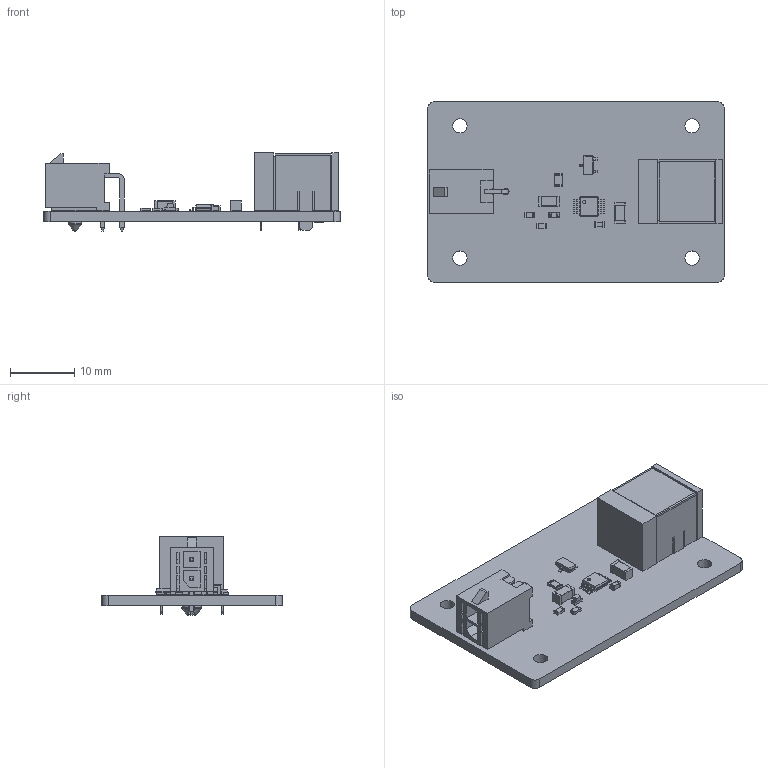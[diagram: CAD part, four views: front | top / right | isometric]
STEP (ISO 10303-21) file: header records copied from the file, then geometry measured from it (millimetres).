
FILE_DESCRIPTION(('KiCad electronic assembly'),'2;1');
FILE_NAME('Charger.step','2022-05-13T14:06:18',('An Author'),( 'A Company'),'Open CASCADE STEP processor 6.9', 'KiCad to STEP converter','Unknown');
FILE_SCHEMA(('AUTOMOTIVE_DESIGN { 1 0 10303 214 1 1 1 1 }'));
Length unit declared in the file: millimetre
Products named in the file (20): Open CASCADE STEP translator 6.9 1; 66200221022; COMPOUND; R_0805_2012Metric; SOLID; MSOP-8_3x3mm_P0.65mm; BarrelJack_CUI_PJ-063AH_Horizontal; R_0603_1608Metric; TSOT-23; LED_0603_1608Metric; C_0603_1608Metric; C_1206_3216Metric
Assembly tree (21 placements, depth 3):
  Open CASCADE STEP translator 6.9 1
    66200221022
      COMPOUND
    R_0805_2012Metric
      SOLID
    MSOP-8_3x3mm_P0.65mm
      SOLID
    BarrelJack_CUI_PJ-063AH_Horizontal
      COMPOUND
    R_0603_1608Metric  x2
      SOLID
    TSOT-23
      SOLID
    LED_0603_1608Metric
      SOLID
    C_0603_1608Metric
      SOLID
    C_1206_3216Metric  x2
      SOLID
    COMPOUND
Bounding box: 46 x 28 x 12.13 mm (x, y, z)
Volume: 3216 mm3; surface area: 5283.4 mm2
Topology: 15 solids, 15 shells, 763 faces, 2017 edges, 1289 vertices
Faces by surface type: plane 551, cylinder 148, bspline 59, cone 2, revolution 2, sphere 1
Full cylindrical faces by diameter (mm): 0.5 x1, 1.02 x2, 1.5 x1, 1.6 x1, 2 x1, 2.2 x4, 3 x1, 6.5 x1
Entity records: 50296 total; most frequent: CARTESIAN_POINT 8886, DIRECTION 6944, LINE 4909, VECTOR 4909, ORIENTED_EDGE 3752, PCURVE 3752, DEFINITIONAL_REPRESENTATION 3752, EDGE_CURVE 1876
